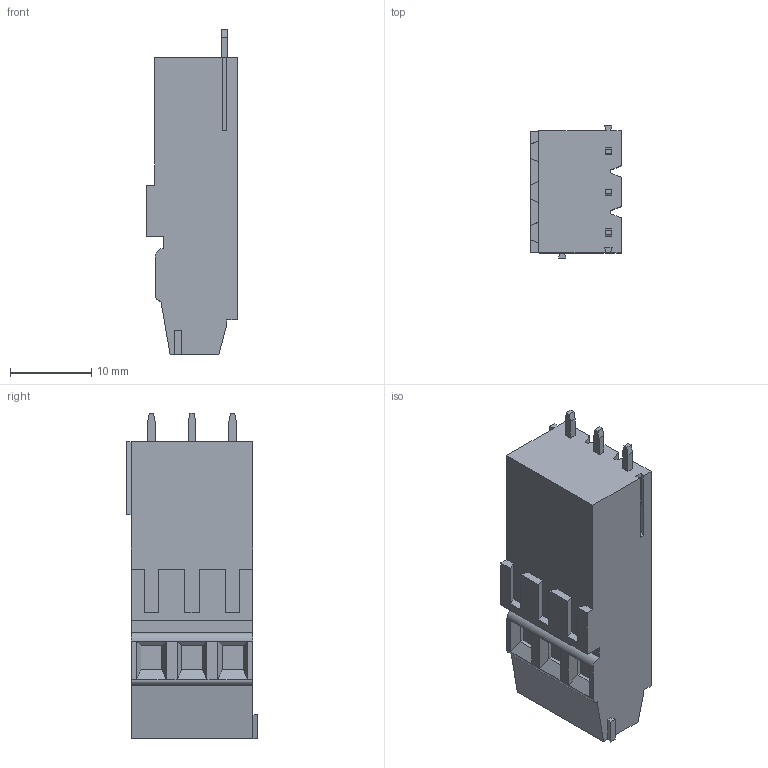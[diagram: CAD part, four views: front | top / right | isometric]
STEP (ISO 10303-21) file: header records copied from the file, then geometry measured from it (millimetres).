
FILE_DESCRIPTION((''),'2;1');
FILE_NAME('WJE3K500-500-03P-00A','2016-10-10T',('QZY'),(''),'CREO PARAMETRIC BY PTC INC, 2014440','CREO PARAMETRIC BY PTC INC, 2014440','');
FILE_SCHEMA(('CONFIG_CONTROL_DESIGN'));
Length unit declared in the file: millimetre
Products named in the file (1): WJE3K500-500-03P-00A
Bounding box: 11.16 x 16.2 x 40.1 mm (x, y, z)
Volume: 5096.5 mm3; surface area: 2739.3 mm2
Topology: 1 solids, 1 shells, 202 faces, 500 edges, 312 vertices
Faces by surface type: plane 134, cylinder 32, cone 24, torus 12
Entity records: 6100 total; most frequent: CARTESIAN_POINT 1134, ORIENTED_EDGE 1000, DIRECTION 986, EDGE_CURVE 500, VECTOR 370, LINE 370, VERTEX_POINT 312, AXIS2_PLACEMENT_3D 308
